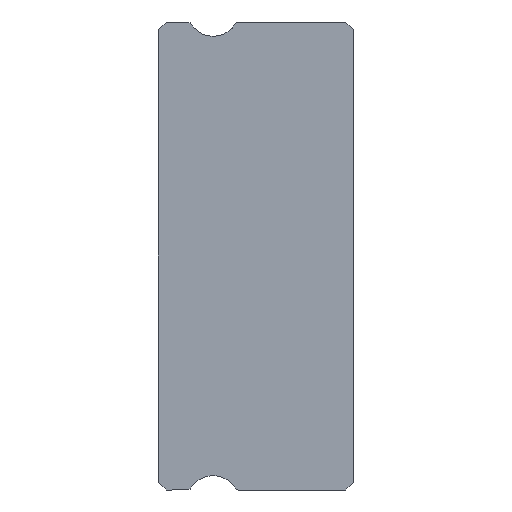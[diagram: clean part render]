
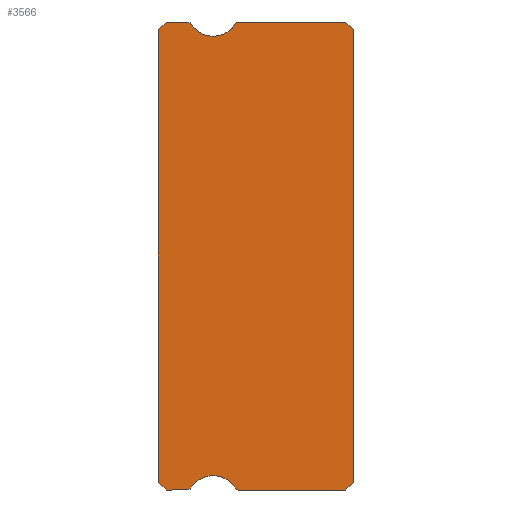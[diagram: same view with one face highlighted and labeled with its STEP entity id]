
A CAD part, left-side view. The second image highlights one B-rep face of the part: STEP entity #3566.
In plain terms, the highlighted planar face has unit normal (-1, 0, 0).
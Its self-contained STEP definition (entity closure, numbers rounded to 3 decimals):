
#1 = CIRCLE ( 'NONE', #1530, 1. ) ;
#77 = CARTESIAN_POINT ( 'NONE',  ( -15., 0.3, 9. ) ) ;
#97 = LINE ( 'NONE', #1832, #1974 ) ;
#117 = ORIENTED_EDGE ( 'NONE', *, *, #577, .T. ) ;
#147 = DIRECTION ( 'NONE',  ( 0., -1., 0. ) ) ;
#181 = LINE ( 'NONE', #1312, #3551 ) ;
#206 = CIRCLE ( 'NONE', #1840, 1. ) ;
#230 = CARTESIAN_POINT ( 'NONE',  ( -15., 5.4, 9.45 ) ) ;
#313 = ORIENTED_EDGE ( 'NONE', *, *, #2735, .F. ) ;
#351 = CARTESIAN_POINT ( 'NONE',  ( -15., 7.2, 9. ) ) ;
#379 = ORIENTED_EDGE ( 'NONE', *, *, #670, .F. ) ;
#381 = VECTOR ( 'NONE', #933, 1000. ) ;
#407 = CARTESIAN_POINT ( 'NONE',  ( -15., 6.381, 9. ) ) ;
#460 = DIRECTION ( 'NONE',  ( 0., 0., -1. ) ) ;
#468 = ORIENTED_EDGE ( 'NONE', *, *, #2091, .F. ) ;
#475 = DIRECTION ( 'NONE',  ( 1., 0., 0. ) ) ;
#502 = EDGE_CURVE ( 'NONE', #3037, #2362, #2384, .T. ) ;
#505 = CARTESIAN_POINT ( 'NONE',  ( -15., 7.5, -8.7 ) ) ;
#551 = CIRCLE ( 'NONE', #1387, 0.15 ) ;
#567 = VERTEX_POINT ( 'NONE', #3491 ) ;
#577 = EDGE_CURVE ( 'NONE', #2027, #1621, #2103, .T. ) ;
#600 = EDGE_CURVE ( 'NONE', #667, #3036, #97, .T. ) ;
#630 = VECTOR ( 'NONE', #2050, 1000. ) ;
#631 = CARTESIAN_POINT ( 'NONE',  ( -15., 4.547, -8.928 ) ) ;
#667 = VERTEX_POINT ( 'NONE', #2197 ) ;
#670 = EDGE_CURVE ( 'NONE', #3166, #875, #3584, .T. ) ;
#688 = CARTESIAN_POINT ( 'NONE',  ( -15., 7.2, -9. ) ) ;
#713 = ORIENTED_EDGE ( 'NONE', *, *, #2965, .F. ) ;
#716 = EDGE_CURVE ( 'NONE', #954, #2259, #2461, .T. ) ;
#748 = CARTESIAN_POINT ( 'NONE',  ( -15., 5.4, -9.45 ) ) ;
#761 = CARTESIAN_POINT ( 'NONE',  ( -15., 4.419, 9. ) ) ;
#773 = EDGE_CURVE ( 'NONE', #2879, #567, #2506, .T. ) ;
#800 = DIRECTION ( 'NONE',  ( -1., 0., 0. ) ) ;
#837 = AXIS2_PLACEMENT_3D ( 'NONE', #2497, #1145, #1423 ) ;
#852 = DIRECTION ( 'NONE',  ( 1., 0., 0. ) ) ;
#875 = VERTEX_POINT ( 'NONE', #3377 ) ;
#876 = CARTESIAN_POINT ( 'NONE',  ( -15., 0., -8.7 ) ) ;
#884 = VERTEX_POINT ( 'NONE', #876 ) ;
#902 = CIRCLE ( 'NONE', #837, 0.15 ) ;
#933 = DIRECTION ( 'NONE',  ( 0., 0.707, -0.707 ) ) ;
#945 = AXIS2_PLACEMENT_3D ( 'NONE', #748, #1650, #460 ) ;
#954 = VERTEX_POINT ( 'NONE', #77 ) ;
#955 = LINE ( 'NONE', #407, #1046 ) ;
#966 = VECTOR ( 'NONE', #2414, 1000. ) ;
#1008 = CARTESIAN_POINT ( 'NONE',  ( -15., 7.2, 9. ) ) ;
#1046 = VECTOR ( 'NONE', #147, 1000. ) ;
#1079 = VERTEX_POINT ( 'NONE', #3414 ) ;
#1094 = DIRECTION ( 'NONE',  ( -1., 0., 0. ) ) ;
#1130 = ORIENTED_EDGE ( 'NONE', *, *, #773, .F. ) ;
#1145 = DIRECTION ( 'NONE',  ( 1., 0., 0. ) ) ;
#1149 = CARTESIAN_POINT ( 'NONE',  ( -15., 0., 8.7 ) ) ;
#1171 = DIRECTION ( 'NONE',  ( 0., 0.707, -0.707 ) ) ;
#1183 = ORIENTED_EDGE ( 'NONE', *, *, #600, .F. ) ;
#1267 = AXIS2_PLACEMENT_3D ( 'NONE', #1356, #2438, #3304 ) ;
#1312 = CARTESIAN_POINT ( 'NONE',  ( -15., 7.5, 8.7 ) ) ;
#1353 = LINE ( 'NONE', #688, #966 ) ;
#1356 = CARTESIAN_POINT ( 'NONE',  ( -15., 6.381, 8.85 ) ) ;
#1360 = DIRECTION ( 'NONE',  ( 0., 0., -1. ) ) ;
#1374 = CARTESIAN_POINT ( 'NONE',  ( -15., 0.3, 9. ) ) ;
#1387 = AXIS2_PLACEMENT_3D ( 'NONE', #2386, #852, #2772 ) ;
#1423 = DIRECTION ( 'NONE',  ( 0., 0., -1. ) ) ;
#1530 = AXIS2_PLACEMENT_3D ( 'NONE', #230, #1094, #1360 ) ;
#1598 = VERTEX_POINT ( 'NONE', #2593 ) ;
#1613 = DIRECTION ( 'NONE',  ( 0., 0., -1. ) ) ;
#1621 = VERTEX_POINT ( 'NONE', #3122 ) ;
#1650 = DIRECTION ( 'NONE',  ( -1., 0., 0. ) ) ;
#1697 = ORIENTED_EDGE ( 'NONE', *, *, #2385, .T. ) ;
#1707 = FACE_OUTER_BOUND ( 'NONE', #2083, .T. ) ;
#1793 = CARTESIAN_POINT ( 'NONE',  ( -15., 0., -8.7 ) ) ;
#1832 = CARTESIAN_POINT ( 'NONE',  ( -15., 6.381, -9. ) ) ;
#1840 = AXIS2_PLACEMENT_3D ( 'NONE', #3582, #800, #1923 ) ;
#1854 = CIRCLE ( 'NONE', #3424, 0.15 ) ;
#1867 = CARTESIAN_POINT ( 'NONE',  ( -15., 4.419, 8.85 ) ) ;
#1872 = ORIENTED_EDGE ( 'NONE', *, *, #2724, .F. ) ;
#1894 = EDGE_CURVE ( 'NONE', #567, #1621, #1854, .T. ) ;
#1905 = ORIENTED_EDGE ( 'NONE', *, *, #716, .F. ) ;
#1906 = EDGE_CURVE ( 'NONE', #1079, #3087, #1, .T. ) ;
#1923 = DIRECTION ( 'NONE',  ( 0., 0., -1. ) ) ;
#1974 = VECTOR ( 'NONE', #2626, 1000. ) ;
#2027 = VERTEX_POINT ( 'NONE', #2793 ) ;
#2031 = ORIENTED_EDGE ( 'NONE', *, *, #1906, .F. ) ;
#2041 = EDGE_CURVE ( 'NONE', #884, #2259, #3344, .T. ) ;
#2049 = VECTOR ( 'NONE', #3306, 1000. ) ;
#2050 = DIRECTION ( 'NONE',  ( 0., -1., 0. ) ) ;
#2083 = EDGE_LOOP ( 'NONE', ( #379, #3469, #117, #2508, #1130, #313, #1183, #713, #2292, #1905, #468, #2696, #2872, #2031, #1872, #3394, #1697 ) ) ;
#2091 = EDGE_CURVE ( 'NONE', #2362, #954, #955, .T. ) ;
#2103 = LINE ( 'NONE', #3511, #630 ) ;
#2115 = EDGE_CURVE ( 'NONE', #1598, #2966, #2880, .T. ) ;
#2140 = CARTESIAN_POINT ( 'NONE',  ( -15., 7.5, 8.85 ) ) ;
#2197 = CARTESIAN_POINT ( 'NONE',  ( -15., 0.3, -9. ) ) ;
#2208 = CARTESIAN_POINT ( 'NONE',  ( -15., 5.4, 8.45 ) ) ;
#2216 = DIRECTION ( 'NONE',  ( 0., 0., 1. ) ) ;
#2249 = DIRECTION ( 'NONE',  ( 0., 0., 1. ) ) ;
#2259 = VERTEX_POINT ( 'NONE', #2584 ) ;
#2278 = LINE ( 'NONE', #1793, #381 ) ;
#2292 = ORIENTED_EDGE ( 'NONE', *, *, #2041, .T. ) ;
#2362 = VERTEX_POINT ( 'NONE', #761 ) ;
#2379 = AXIS2_PLACEMENT_3D ( 'NONE', #1867, #475, #1613 ) ;
#2384 = CIRCLE ( 'NONE', #2379, 0.15 ) ;
#2385 = EDGE_CURVE ( 'NONE', #2966, #875, #181, .T. ) ;
#2386 = CARTESIAN_POINT ( 'NONE',  ( -15., 6.381, 8.85 ) ) ;
#2399 = CARTESIAN_POINT ( 'NONE',  ( -15., 4.547, 8.928 ) ) ;
#2414 = DIRECTION ( 'NONE',  ( 0., -0.707, -0.707 ) ) ;
#2438 = DIRECTION ( 'NONE',  ( 1., 0., 0. ) ) ;
#2461 = LINE ( 'NONE', #1374, #2049 ) ;
#2481 = CARTESIAN_POINT ( 'NONE',  ( -15., 6.381, -8.85 ) ) ;
#2497 = CARTESIAN_POINT ( 'NONE',  ( -15., 4.419, -8.85 ) ) ;
#2506 = CIRCLE ( 'NONE', #945, 1. ) ;
#2508 = ORIENTED_EDGE ( 'NONE', *, *, #1894, .F. ) ;
#2584 = CARTESIAN_POINT ( 'NONE',  ( -15., 0., 8.7 ) ) ;
#2593 = CARTESIAN_POINT ( 'NONE',  ( -15., 6.381, 9. ) ) ;
#2611 = VECTOR ( 'NONE', #2249, 1000. ) ;
#2626 = DIRECTION ( 'NONE',  ( 0., 1., 0. ) ) ;
#2696 = ORIENTED_EDGE ( 'NONE', *, *, #502, .F. ) ;
#2714 = CARTESIAN_POINT ( 'NONE',  ( -15., 4.419, -9. ) ) ;
#2722 = DIRECTION ( 'NONE',  ( 0., 0., -1. ) ) ;
#2724 = EDGE_CURVE ( 'NONE', #1598, #1079, #551, .T. ) ;
#2735 = EDGE_CURVE ( 'NONE', #3036, #2879, #902, .T. ) ;
#2772 = DIRECTION ( 'NONE',  ( 0., 0., -1. ) ) ;
#2781 = VECTOR ( 'NONE', #3507, 1000. ) ;
#2793 = CARTESIAN_POINT ( 'NONE',  ( -15., 7.2, -9. ) ) ;
#2802 = PLANE ( 'NONE',  #1267 ) ;
#2823 = EDGE_CURVE ( 'NONE', #3087, #3037, #206, .T. ) ;
#2872 = ORIENTED_EDGE ( 'NONE', *, *, #2823, .F. ) ;
#2879 = VERTEX_POINT ( 'NONE', #631 ) ;
#2880 = LINE ( 'NONE', #1008, #2781 ) ;
#2965 = EDGE_CURVE ( 'NONE', #884, #667, #2278, .T. ) ;
#2966 = VERTEX_POINT ( 'NONE', #351 ) ;
#2991 = DIRECTION ( 'NONE',  ( 1., 0., 0. ) ) ;
#3036 = VERTEX_POINT ( 'NONE', #2714 ) ;
#3037 = VERTEX_POINT ( 'NONE', #2399 ) ;
#3045 = EDGE_CURVE ( 'NONE', #3166, #2027, #1353, .T. ) ;
#3087 = VERTEX_POINT ( 'NONE', #2208 ) ;
#3122 = CARTESIAN_POINT ( 'NONE',  ( -15., 6.381, -9. ) ) ;
#3166 = VERTEX_POINT ( 'NONE', #505 ) ;
#3304 = DIRECTION ( 'NONE',  ( 0., 0., -1. ) ) ;
#3306 = DIRECTION ( 'NONE',  ( 0., -0.707, -0.707 ) ) ;
#3344 = LINE ( 'NONE', #1149, #2611 ) ;
#3375 = VECTOR ( 'NONE', #2216, 1000. ) ;
#3377 = CARTESIAN_POINT ( 'NONE',  ( -15., 7.5, 8.7 ) ) ;
#3394 = ORIENTED_EDGE ( 'NONE', *, *, #2115, .T. ) ;
#3414 = CARTESIAN_POINT ( 'NONE',  ( -15., 6.253, 8.928 ) ) ;
#3424 = AXIS2_PLACEMENT_3D ( 'NONE', #2481, #2991, #2722 ) ;
#3469 = ORIENTED_EDGE ( 'NONE', *, *, #3045, .T. ) ;
#3491 = CARTESIAN_POINT ( 'NONE',  ( -15., 6.253, -8.928 ) ) ;
#3507 = DIRECTION ( 'NONE',  ( 0., 1., 0. ) ) ;
#3511 = CARTESIAN_POINT ( 'NONE',  ( -15., 6.381, -9. ) ) ;
#3551 = VECTOR ( 'NONE', #1171, 1000. ) ;
#3566 = ADVANCED_FACE ( 'NONE', ( #1707 ), #2802, .F. ) ;
#3582 = CARTESIAN_POINT ( 'NONE',  ( -15., 5.4, 9.45 ) ) ;
#3584 = LINE ( 'NONE', #2140, #3375 ) ;
